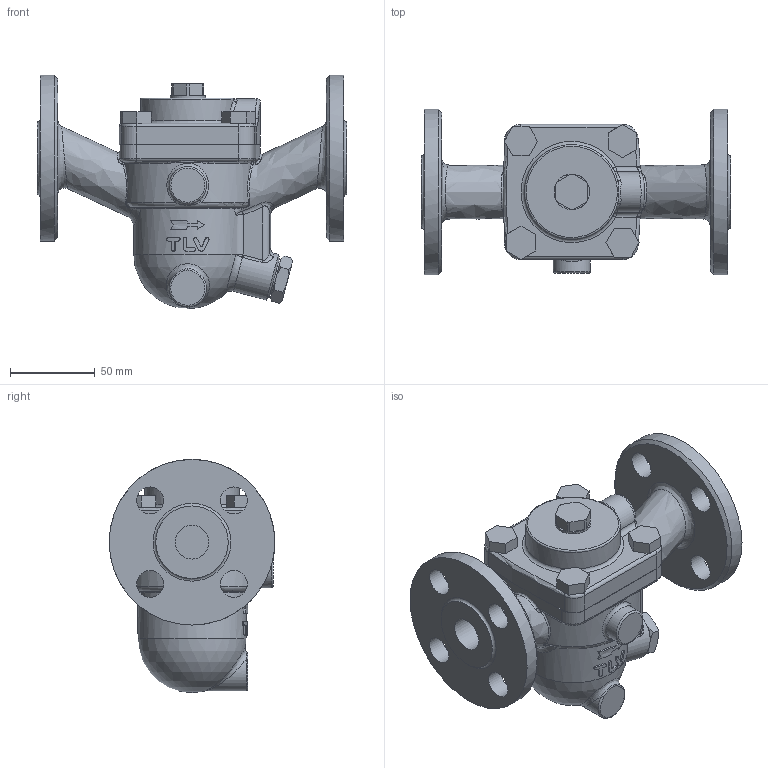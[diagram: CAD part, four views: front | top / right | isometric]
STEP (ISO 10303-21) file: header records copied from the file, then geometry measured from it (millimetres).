
FILE_DESCRIPTION(/* description */ (''),/* implementation_level */ '2;1');
FILE_NAME(/* name */ 'j3x00-020-a0125-01.stp',/* time_stamp */ '2018-01-26T08:19:03+09:00',/* author */ ('nakaot'),/* organization */ (''),/* preprocessor_version */ 'ST-DEVELOPER v15.6',/* originating_system */ 'Autodesk Inventor 2015',/* authorisation */ '');
FILE_SCHEMA (('CONFIG_CONTROL_DESIGN'));
Length unit declared in the file: millimetre
Products named in the file (1): j3x00-020-a0125-01
Bounding box: 183 x 98 x 138 mm (x, y, z)
Volume: 722915.2 mm3; surface area: 97203.5 mm2
Topology: 1 solids, 1 shells, 295 faces, 742 edges, 461 vertices
Faces by surface type: plane 97, bspline 87, cylinder 58, torus 31, cone 17, sphere 5
Full cylindrical faces by diameter (mm): 7.95 x1, 16 x8, 20 x2, 21 x2, 22 x1, 28 x1, 49.373 x1, 98 x2
Entity records: 12922 total; most frequent: CARTESIAN_POINT 6555, ORIENTED_EDGE 1398, DIRECTION 1139, EDGE_CURVE 699, AXIS2_PLACEMENT_3D 461, VERTEX_POINT 450, EDGE_LOOP 355, FACE_OUTER_BOUND 295
